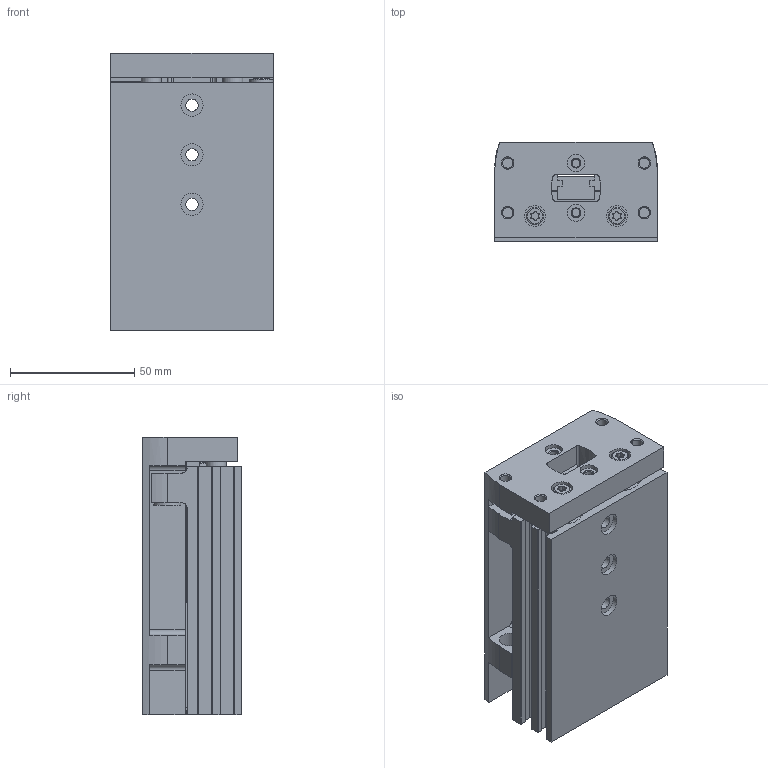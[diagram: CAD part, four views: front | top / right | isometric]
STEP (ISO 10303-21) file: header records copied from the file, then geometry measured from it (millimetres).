
FILE_DESCRIPTION(/* description */ ('STEP AP214'),/* implementation_level */ '2;1');
FILE_NAME(/* name */ '8078857_DGST-16-50-E1A',/* time_stamp */ '2024-08-16T06:46:58+02:00',/* author */ ('License CC BY-ND 4.0'),/* organization */ ('CADENAS'),/* preprocessor_version */ 'ST-DEVELOPER v19.3',/* originating_system */ 'PARTsolutions',/* authorisation */ ' ');
FILE_SCHEMA (('AUTOMOTIVE_DESIGN {1 0 10303 214 3 1 1}'));
Length unit declared in the file: millimetre
Products named in the file (3): 8078857 DGST-16-50-E1A---(0-high); 8073895 DGST-16-50---E1---(mechanical-high)h; 8073895 DGST-16-50---(mechanical-high)s
Assembly tree (2 placements, depth 2):
  8078857 DGST-16-50-E1A---(0-high)
    8073895 DGST-16-50---E1---(mechanical-high)h
    8073895 DGST-16-50---(mechanical-high)s
Bounding box: 66 x 40 x 112 mm (x, y, z)
Volume: 214788.4 mm3; surface area: 69718.6 mm2
Topology: 2 solids, 2 shells, 438 faces, 1055 edges, 691 vertices
Faces by surface type: cylinder 213, plane 186, cone 29, torus 10
Full cylindrical faces by diameter (mm): 3.242 x4, 4.134 x12, 4.917 x3, 5 x3, 6 x8, 7 x7, 7.2 x1, 8 x3, 8.1 x2, 8.5 x2, 8.917 x2, 9 x3, 9.5 x4, 10 x3, 11 x2, 16 x6
Entity records: 13807 total; most frequent: DIRECTION 2292, CARTESIAN_POINT 2105, ORIENTED_EDGE 1896, EDGE_CURVE 948, AXIS2_PLACEMENT_3D 911, VERTEX_POINT 688, EDGE_LOOP 630, FACE_BOUND 630
